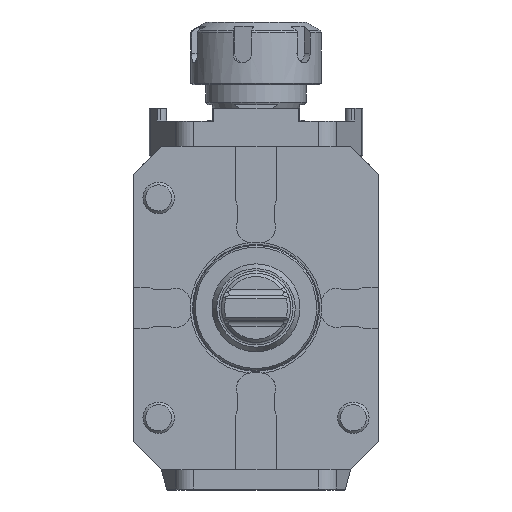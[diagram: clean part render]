
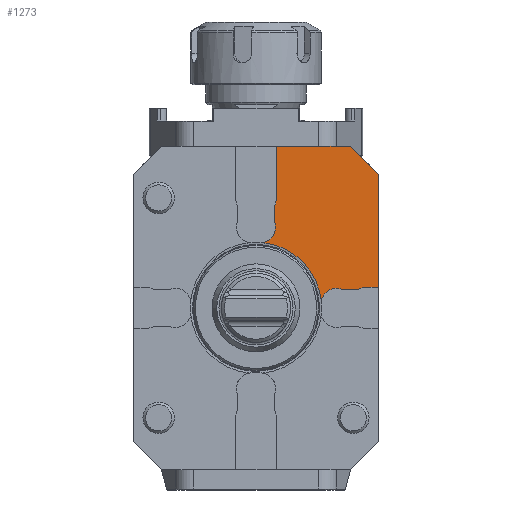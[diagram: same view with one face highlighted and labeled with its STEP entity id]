
A CAD part, front view. The second image highlights one B-rep face of the part: STEP entity #1273.
In plain terms, the highlighted planar face has unit normal (0, -1, 0).
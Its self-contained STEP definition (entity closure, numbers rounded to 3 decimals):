
#1 = EDGE_CURVE ( 'NONE', #11735, #24383, #3727, .T. ) ;
#142 = CARTESIAN_POINT ( 'NONE',  ( 6., -100., 32.7 ) ) ;
#218 = LINE ( 'NONE', #30615, #25809 ) ;
#267 = CARTESIAN_POINT ( 'NONE',  ( 25.7, -100., 1.25 ) ) ;
#271 = EDGE_CURVE ( 'NONE', #28185, #25657, #8667, .T. ) ;
#570 = CIRCLE ( 'NONE', #20655, 20.89 ) ;
#608 = DIRECTION ( 'NONE',  ( -1., 0., 0. ) ) ;
#798 = VECTOR ( 'NONE', #608, 1000. ) ;
#820 = CARTESIAN_POINT ( 'NONE',  ( 39., -100., 6.5 ) ) ;
#1022 = DIRECTION ( 'NONE',  ( 0., 0., 1. ) ) ;
#1273 = ADVANCED_FACE ( 'Defeature completata1_30', ( #12012 ), #25097, .T. ) ;
#1674 = EDGE_CURVE ( 'NONE', #12731, #29854, #9318, .T. ) ;
#2010 = VECTOR ( 'NONE', #2811, 1000. ) ;
#2120 = DIRECTION ( 'NONE',  ( 0., -1., 0. ) ) ;
#2220 = EDGE_CURVE ( 'NONE', #25657, #11735, #25688, .T. ) ;
#2811 = DIRECTION ( 'NONE',  ( 1., 0., 0. ) ) ;
#2865 = DIRECTION ( 'NONE',  ( 0.707, 0., -0.707 ) ) ;
#3040 = VECTOR ( 'NONE', #20553, 1000. ) ;
#3094 = LINE ( 'NONE', #13144, #798 ) ;
#3727 = LINE ( 'NONE', #16266, #5011 ) ;
#3877 = DIRECTION ( 'NONE',  ( 0., 0., 1. ) ) ;
#4470 = CARTESIAN_POINT ( 'NONE',  ( 27.261, -100., 6. ) ) ;
#4568 = ORIENTED_EDGE ( 'NONE', *, *, #32299, .F. ) ;
#5011 = VECTOR ( 'NONE', #3877, 1000. ) ;
#5128 = EDGE_CURVE ( 'NONE', #7185, #12731, #25488, .T. ) ;
#5947 = CIRCLE ( 'NONE', #14348, 5. ) ;
#6491 = EDGE_CURVE ( 'NONE', #18493, #11517, #3094, .T. ) ;
#6678 = EDGE_CURVE ( 'NONE', #11517, #7185, #15025, .T. ) ;
#6715 = CARTESIAN_POINT ( 'NONE',  ( 2.139, -100., 20.78 ) ) ;
#6743 = CARTESIAN_POINT ( 'NONE',  ( 6.5, -100., 51.5 ) ) ;
#7185 = VERTEX_POINT ( 'NONE', #22009 ) ;
#7440 = DIRECTION ( 'NONE',  ( 0., 0., -1. ) ) ;
#8066 = CARTESIAN_POINT ( 'NONE',  ( 6., -100., 27.261 ) ) ;
#8438 = EDGE_CURVE ( 'NONE', #30250, #28185, #5947, .T. ) ;
#8667 = LINE ( 'NONE', #142, #23986 ) ;
#9102 = CARTESIAN_POINT ( 'NONE',  ( 1.25, -100., 25.7 ) ) ;
#9318 = CIRCLE ( 'NONE', #14572, 5. ) ;
#9683 = CARTESIAN_POINT ( 'NONE',  ( 1.5, -100., 34.879 ) ) ;
#9868 = AXIS2_PLACEMENT_3D ( 'NONE', #9683, #26533, #14447 ) ;
#11000 = VECTOR ( 'NONE', #7440, 1000. ) ;
#11517 = VERTEX_POINT ( 'NONE', #21427 ) ;
#11735 = VERTEX_POINT ( 'NONE', #16252 ) ;
#12012 = FACE_OUTER_BOUND ( 'NONE', #30671, .T. ) ;
#12505 = DIRECTION ( 'NONE',  ( 0., -1., 0. ) ) ;
#12515 = LINE ( 'NONE', #14846, #11000 ) ;
#12731 = VERTEX_POINT ( 'NONE', #4470 ) ;
#13144 = CARTESIAN_POINT ( 'NONE',  ( 34.879, -100., 6.5 ) ) ;
#14348 = AXIS2_PLACEMENT_3D ( 'NONE', #9102, #23647, #1022 ) ;
#14447 = DIRECTION ( 'NONE',  ( 0., 0., 1. ) ) ;
#14480 = CARTESIAN_POINT ( 'NONE',  ( 34.879, -100., 1.5 ) ) ;
#14572 = AXIS2_PLACEMENT_3D ( 'NONE', #267, #15625, #20441 ) ;
#14846 = CARTESIAN_POINT ( 'NONE',  ( 39., -100., 0. ) ) ;
#15025 = CIRCLE ( 'NONE', #28758, 5. ) ;
#15072 = CARTESIAN_POINT ( 'NONE',  ( 20.78, -100., 2.139 ) ) ;
#15625 = DIRECTION ( 'NONE',  ( 0., -1., 0. ) ) ;
#15740 = CARTESIAN_POINT ( 'NONE',  ( 27.261, -100., 6. ) ) ;
#15988 = CARTESIAN_POINT ( 'NONE',  ( 6., -100., 32.7 ) ) ;
#16252 = CARTESIAN_POINT ( 'NONE',  ( 6.5, -100., 34.879 ) ) ;
#16266 = CARTESIAN_POINT ( 'NONE',  ( 6.5, -100., 51.5 ) ) ;
#16480 = VERTEX_POINT ( 'NONE', #16777 ) ;
#16777 = CARTESIAN_POINT ( 'NONE',  ( 39., -100., 42.5 ) ) ;
#17626 = ORIENTED_EDGE ( 'NONE', *, *, #6678, .F. ) ;
#18493 = VERTEX_POINT ( 'NONE', #820 ) ;
#18773 = EDGE_CURVE ( 'NONE', #31475, #16480, #218, .T. ) ;
#19707 = EDGE_CURVE ( 'NONE', #30250, #29854, #570, .T. ) ;
#20441 = DIRECTION ( 'NONE',  ( 0., 0., 1. ) ) ;
#20553 = DIRECTION ( 'NONE',  ( -1., 0., 0. ) ) ;
#20655 = AXIS2_PLACEMENT_3D ( 'NONE', #32063, #22019, #21708 ) ;
#21427 = CARTESIAN_POINT ( 'NONE',  ( 34.879, -100., 6.5 ) ) ;
#21708 = DIRECTION ( 'NONE',  ( 0., 0., 1. ) ) ;
#22009 = CARTESIAN_POINT ( 'NONE',  ( 32.7, -100., 6. ) ) ;
#22019 = DIRECTION ( 'NONE',  ( 0., 1., 0. ) ) ;
#22488 = AXIS2_PLACEMENT_3D ( 'NONE', #27400, #12505, #22629 ) ;
#22629 = DIRECTION ( 'NONE',  ( 0., 0., -1. ) ) ;
#22796 = EDGE_CURVE ( 'NONE', #16480, #18493, #12515, .T. ) ;
#23647 = DIRECTION ( 'NONE',  ( 0., -1., 0. ) ) ;
#23986 = VECTOR ( 'NONE', #25263, 1000. ) ;
#24312 = ORIENTED_EDGE ( 'NONE', *, *, #18773, .F. ) ;
#24383 = VERTEX_POINT ( 'NONE', #6743 ) ;
#25097 = PLANE ( 'NONE',  #22488 ) ;
#25263 = DIRECTION ( 'NONE',  ( 0., 0., 1. ) ) ;
#25307 = ORIENTED_EDGE ( 'NONE', *, *, #19707, .T. ) ;
#25325 = ORIENTED_EDGE ( 'NONE', *, *, #271, .F. ) ;
#25396 = ORIENTED_EDGE ( 'NONE', *, *, #22796, .F. ) ;
#25434 = CARTESIAN_POINT ( 'NONE',  ( -39., -100., 51.5 ) ) ;
#25488 = LINE ( 'NONE', #15740, #3040 ) ;
#25657 = VERTEX_POINT ( 'NONE', #15988 ) ;
#25688 = CIRCLE ( 'NONE', #9868, 5. ) ;
#25809 = VECTOR ( 'NONE', #2865, 1000. ) ;
#26533 = DIRECTION ( 'NONE',  ( 0., -1., 0. ) ) ;
#27347 = ORIENTED_EDGE ( 'NONE', *, *, #8438, .F. ) ;
#27400 = CARTESIAN_POINT ( 'NONE',  ( 0., -100., -90. ) ) ;
#27898 = LINE ( 'NONE', #25434, #2010 ) ;
#28185 = VERTEX_POINT ( 'NONE', #8066 ) ;
#28662 = CARTESIAN_POINT ( 'NONE',  ( 30., -100., 51.5 ) ) ;
#28758 = AXIS2_PLACEMENT_3D ( 'NONE', #14480, #2120, #29541 ) ;
#29541 = DIRECTION ( 'NONE',  ( 0., 0., -1. ) ) ;
#29605 = ORIENTED_EDGE ( 'NONE', *, *, #6491, .F. ) ;
#29854 = VERTEX_POINT ( 'NONE', #15072 ) ;
#30011 = ORIENTED_EDGE ( 'NONE', *, *, #5128, .F. ) ;
#30250 = VERTEX_POINT ( 'NONE', #6715 ) ;
#30615 = CARTESIAN_POINT ( 'NONE',  ( 85.75, -100., -4.25 ) ) ;
#30624 = ORIENTED_EDGE ( 'NONE', *, *, #2220, .F. ) ;
#30671 = EDGE_LOOP ( 'NONE', ( #24312, #4568, #31067, #30624, #25325, #27347, #25307, #32601, #30011, #17626, #29605, #25396 ) ) ;
#31067 = ORIENTED_EDGE ( 'NONE', *, *, #1, .F. ) ;
#31475 = VERTEX_POINT ( 'NONE', #28662 ) ;
#32063 = CARTESIAN_POINT ( 'NONE',  ( 0., -100., 0. ) ) ;
#32299 = EDGE_CURVE ( 'NONE', #24383, #31475, #27898, .T. ) ;
#32601 = ORIENTED_EDGE ( 'NONE', *, *, #1674, .F. ) ;
